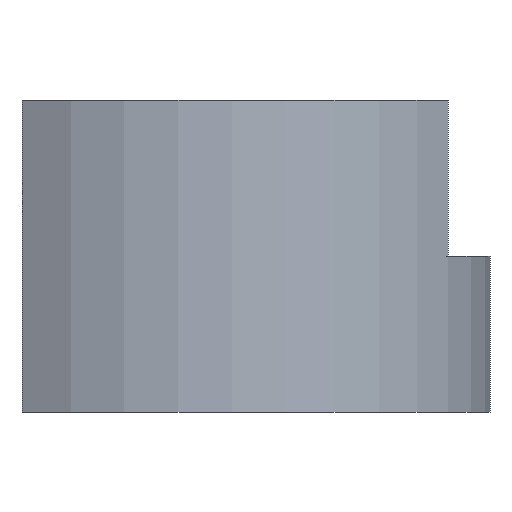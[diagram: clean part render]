
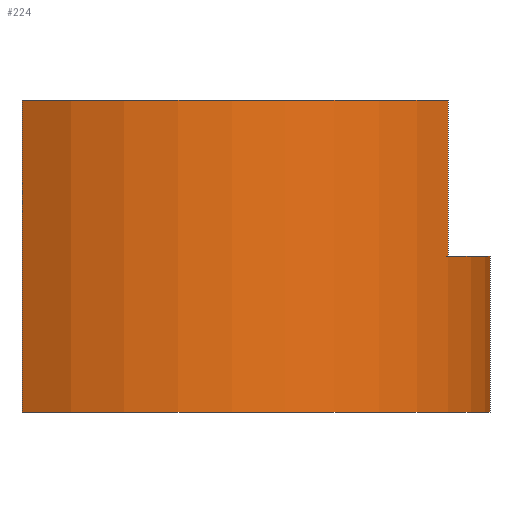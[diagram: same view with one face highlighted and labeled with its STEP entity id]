
A CAD part, front view. The second image highlights one B-rep face of the part: STEP entity #224.
In plain terms, the highlighted cylindrical face has radius 40 mm (diameter 80 mm), a partial arc.
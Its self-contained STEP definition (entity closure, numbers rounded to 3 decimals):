
#41=CARTESIAN_POINT('POINT5',(34.641,-20.,0.))
   ;
#42=VERTEX_POINT('VERTEX5',#41);
#43=CARTESIAN_POINT('POINT6',(34.641,-20.,20.))
   ;
#44=VERTEX_POINT('VERTEX6',#43);
#45=CARTESIAN_POINT('POS6',(34.641,-20.,0.));
#46=DIRECTION('DIR7',(0.,0.,1.));
#47=VECTOR('VEC5',#46,1.);
#48=LINE('STRAIGHT5',#45,#47);
#49=EDGE_CURVE('EDGE5',#42,#44,#48,.T.);
#74=CARTESIAN_POINT('POINT8',(40.,0.,0.))
   ;
#75=VERTEX_POINT('VERTEX8',#74);
#76=CARTESIAN_POINT('POS10',(0.,0.,0.));
#77=DIRECTION('DIR12',(0.,0.,-1.));
#78=DIRECTION('DIR13',(1.,0.,0.));
#79=AXIS2_PLACEMENT_3D('AXIS3',#76,#77,#78);
#80=CIRCLE('ELLIPSE1',#79,40.);
#91=EDGE_CURVE('EDGE10',#75,#42,#80,.T.);
#127=CARTESIAN_POINT('POINT11',(-20.,-34.641,
   20.));
#128=VERTEX_POINT('VERTEX11',#127);
#135=CARTESIAN_POINT('POS17',(0.,0.,20.));
#136=DIRECTION('DIR22',(0.,0.,1.));
#137=DIRECTION('DIR23',(1.,0.,0.));
#138=AXIS2_PLACEMENT_3D('AXIS6',#135,#136,#137);
#139=CIRCLE('ELLIPSE2',#138,40.);
#140=EDGE_CURVE('EDGE14',#128,#44,#139,.T.);
#164=CARTESIAN_POINT('POINT13',(-20.,-34.641,
   -20.));
#165=VERTEX_POINT('VERTEX13',#164);
#172=CARTESIAN_POINT('POS21',(-20.,-34.641,0.)
   );
#173=DIRECTION('DIR28',(0.,0.,-1.));
#174=VECTOR('VEC14',#173,1.);
#175=LINE('STRAIGHT14',#172,#174);
#176=EDGE_CURVE('EDGE18',#128,#165,#175,.T.);
#187=CARTESIAN_POINT('POINT14',(40.,0.,
   -20.));
#188=VERTEX_POINT('VERTEX14',#187);
#189=CARTESIAN_POINT('POS23',(0.,0.,-20.));
#190=DIRECTION('DIR31',(0.,0.,-1.));
#191=DIRECTION('DIR32',(1.,0.,0.));
#192=AXIS2_PLACEMENT_3D('AXIS9',#189,#190,#191);
#193=CIRCLE('ELLIPSE3',#192,40.);
#196=EDGE_CURVE('EDGE20',#188,#165,#193,.T.);
#206=CARTESIAN_POINT('POS25',(40.,0.,0.))
   ;
#207=DIRECTION('DIR35',(0.,0.,1.));
#208=VECTOR('VEC15',#207,1.);
#209=LINE('STRAIGHT15',#206,#208);
#210=EDGE_CURVE('EDGE21',#188,#75,#209,.T.);
#211=ORIENTED_EDGE('COEDGE31',*,*,#210,.T.);
#212=ORIENTED_EDGE('COEDGE32',*,*,#91,.T.);
#213=ORIENTED_EDGE('COEDGE33',*,*,#49,.T.);
#214=ORIENTED_EDGE('COEDGE34',*,*,#140,.F.);
#215=ORIENTED_EDGE('COEDGE35',*,*,#176,.T.);
#216=ORIENTED_EDGE('COEDGE36',*,*,#196,.F.);
#217=EDGE_LOOP('NONE',(#211,#212,#213,#214,#215,#216));
#218=FACE_BOUND('LOOP1',#217,.T.);
#219=CARTESIAN_POINT('POS26',(0.,0.,0.));
#220=DIRECTION('DIR36',(0.,0.,1.));
#221=DIRECTION('DIR37',(1.,0.,0.));
#222=AXIS2_PLACEMENT_3D('AXIS11',#219,#220,#221);
#223=CYLINDRICAL_SURFACE('CONE_SURF1',#222,40.);
#224=ADVANCED_FACE('FACE8',(#218),#223,.T.);
